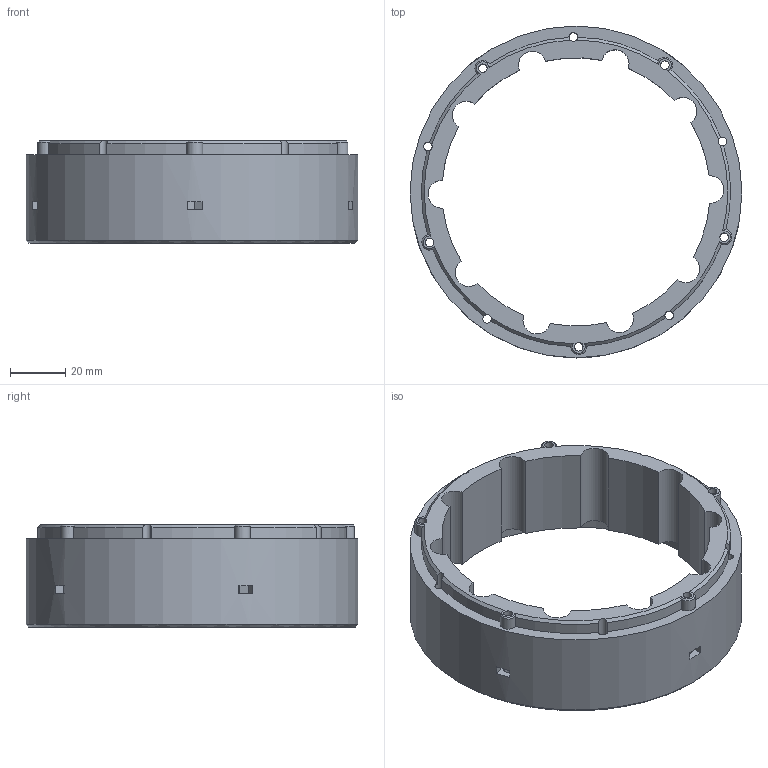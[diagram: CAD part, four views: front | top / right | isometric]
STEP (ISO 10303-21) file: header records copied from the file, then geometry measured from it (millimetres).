
FILE_DESCRIPTION(/* description */ (''),/* implementation_level */ '2;1');
FILE_NAME(/* name */ 'RingGearHolder.step',/* time_stamp */ '2025-05-04T16:41:33+02:00',/* author */ (''),/* organization */ (''),/* preprocessor_version */ 'ST-DEVELOPER v20.1',/* originating_system */ 'Autodesk Translation Framework v14.4.0.0',/* authorisation */ '');
FILE_SCHEMA (('AUTOMOTIVE_DESIGN { 1 0 10303 214 3 1 1 }'));
Length unit declared in the file: millimetre
Products named in the file (1): RingGearHolder
Bounding box: 120 x 120 x 37 mm (x, y, z)
Volume: 107708 mm3; surface area: 37921.9 mm2
Topology: 1 solids, 1 shells, 121 faces, 365 edges, 243 vertices
Faces by surface type: cylinder 66, plane 39, cone 16
Full cylindrical faces by diameter (mm): 3.1 x15, 5.75 x5, 120 x1
Entity records: 4373 total; most frequent: CARTESIAN_POINT 863, DIRECTION 765, ORIENTED_EDGE 730, EDGE_CURVE 365, AXIS2_PLACEMENT_3D 309, VERTEX_POINT 243, CIRCLE 187, EDGE_LOOP 150
